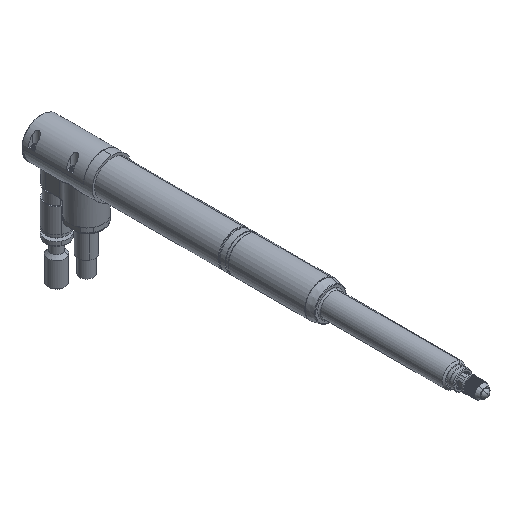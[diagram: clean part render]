
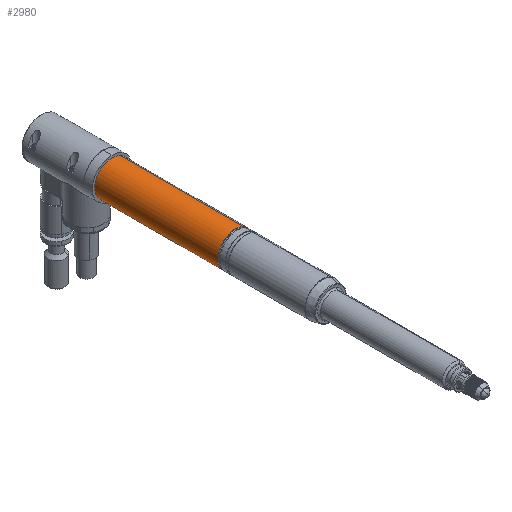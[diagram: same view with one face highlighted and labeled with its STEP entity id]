
A CAD part, isometric view. The second image highlights one B-rep face of the part: STEP entity #2980.
In plain terms, the highlighted cylindrical face has radius 6 mm (diameter 12 mm), a partial arc.
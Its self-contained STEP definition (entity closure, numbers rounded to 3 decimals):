
#180=AXIS2_PLACEMENT_3D('Cylinder Axis2P3D',#177,#178,#179) ;
#588=AXIS2_PLACEMENT_3D('Circle Axis2P3D',#586,#587,$) ;
#2955=AXIS2_PLACEMENT_3D('Circle Axis2P3D',#2953,#2954,$) ;
#2962=AXIS2_PLACEMENT_3D('Circle Axis2P3D',#2960,#2961,$) ;
#2969=AXIS2_PLACEMENT_3D('Circle Axis2P3D',#2967,#2968,$) ;
#177=CARTESIAN_POINT('Axis2P3D Location',(0.,84.55,0.)) ;
#586=CARTESIAN_POINT('Axis2P3D Location',(0.,75.5,0.)) ;
#590=CARTESIAN_POINT('Vertex',(-2.877,75.5,-5.265)) ;
#592=CARTESIAN_POINT('Vertex',(2.877,75.5,5.265)) ;
#622=CARTESIAN_POINT('Vertex',(-2.877,118.1,-5.265)) ;
#629=CARTESIAN_POINT('Vertex',(2.877,118.1,5.265)) ;
#632=CARTESIAN_POINT('Line Origine',(2.877,93.15,5.265)) ;
#637=CARTESIAN_POINT('Line Origine',(-2.877,93.15,-5.265)) ;
#2953=CARTESIAN_POINT('Axis2P3D Location',(0.,118.1,0.)) ;
#2957=CARTESIAN_POINT('Vertex',(0.,118.1,6.)) ;
#2960=CARTESIAN_POINT('Axis2P3D Location',(0.,118.1,0.)) ;
#2964=CARTESIAN_POINT('Vertex',(-6.,118.1,0.)) ;
#2967=CARTESIAN_POINT('Axis2P3D Location',(0.,118.1,0.)) ;
#178=DIRECTION('Axis2P3D Direction',(0.,1.,0.)) ;
#179=DIRECTION('Axis2P3D XDirection',(-0.479,0.,-0.878)) ;
#587=DIRECTION('Axis2P3D Direction',(0.,1.,0.)) ;
#633=DIRECTION('Vector Direction',(0.,1.,0.)) ;
#638=DIRECTION('Vector Direction',(0.,1.,0.)) ;
#2954=DIRECTION('Axis2P3D Direction',(0.,1.,0.)) ;
#2961=DIRECTION('Axis2P3D Direction',(0.,1.,0.)) ;
#2968=DIRECTION('Axis2P3D Direction',(0.,1.,0.)) ;
#634=VECTOR('Line Direction',#633,1.) ;
#639=VECTOR('Line Direction',#638,1.) ;
#2973=ORIENTED_EDGE('',*,*,#2959,.T.) ;
#2974=ORIENTED_EDGE('',*,*,#2966,.T.) ;
#2975=ORIENTED_EDGE('',*,*,#2971,.F.) ;
#2976=ORIENTED_EDGE('',*,*,#641,.F.) ;
#2977=ORIENTED_EDGE('',*,*,#594,.T.) ;
#2978=ORIENTED_EDGE('',*,*,#636,.T.) ;
#2980=ADVANCED_FACE('\X2\FF8AFF9FFF70FF82\X0\ \X2\FF8EFF9EFF83FF9EFF68FF70\X0\',(#2979),#181,.T.) ;
#589=CIRCLE('generated circle',#588,6.) ;
#2956=CIRCLE('generated circle',#2955,6.) ;
#2963=CIRCLE('generated circle',#2962,6.) ;
#2970=CIRCLE('generated circle',#2969,6.) ;
#181=CYLINDRICAL_SURFACE('generated cylinder',#180,6.) ;
#594=EDGE_CURVE('',#591,#593,#589,.T.) ;
#636=EDGE_CURVE('',#593,#630,#635,.T.) ;
#641=EDGE_CURVE('',#591,#623,#640,.T.) ;
#2959=EDGE_CURVE('',#630,#2958,#2956,.F.) ;
#2966=EDGE_CURVE('',#2958,#2965,#2963,.F.) ;
#2971=EDGE_CURVE('',#623,#2965,#2970,.T.) ;
#2972=EDGE_LOOP('',(#2973,#2974,#2975,#2976,#2977,#2978)) ;
#2979=FACE_OUTER_BOUND('',#2972,.T.) ;
#635=LINE('Line',#632,#634) ;
#640=LINE('Line',#637,#639) ;
#591=VERTEX_POINT('',#590) ;
#593=VERTEX_POINT('',#592) ;
#623=VERTEX_POINT('',#622) ;
#630=VERTEX_POINT('',#629) ;
#2958=VERTEX_POINT('',#2957) ;
#2965=VERTEX_POINT('',#2964) ;
